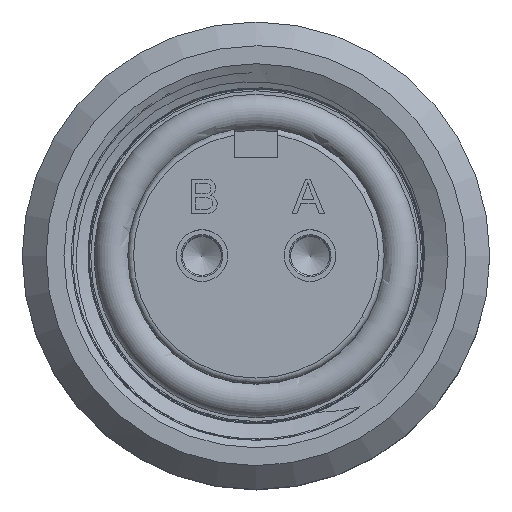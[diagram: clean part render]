
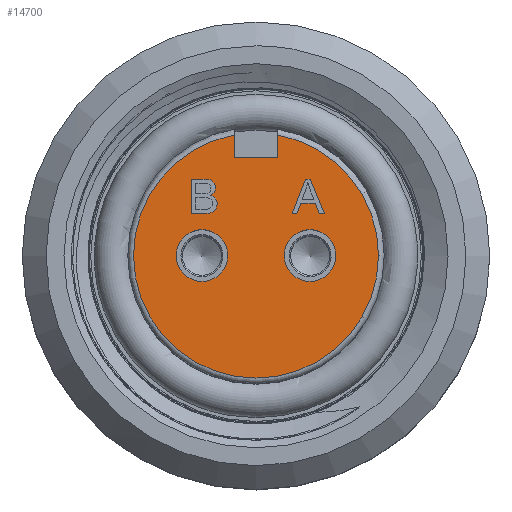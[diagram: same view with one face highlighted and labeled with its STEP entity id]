
A CAD part, top view. The second image highlights one B-rep face of the part: STEP entity #14700.
In plain terms, the highlighted planar face has unit normal (0, 0, 1).
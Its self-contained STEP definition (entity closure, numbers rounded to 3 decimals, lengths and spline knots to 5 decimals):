
#437=B_SPLINE_CURVE_WITH_KNOTS('',2,(#24238,#24239,#24240,#24241),
 .UNSPECIFIED.,.F.,.F.,(3,1,3),(0.,1.,2.),.UNSPECIFIED.);
#439=B_SPLINE_CURVE_WITH_KNOTS('',2,(#24262,#24263,#24264,#24265),
 .UNSPECIFIED.,.F.,.F.,(3,1,3),(0.,1.,2.),.UNSPECIFIED.);
#441=B_SPLINE_CURVE_WITH_KNOTS('',2,(#24286,#24287,#24288,#24289,#24290),
 .UNSPECIFIED.,.F.,.F.,(3,1,1,3),(0.,1.,2.,3.),.UNSPECIFIED.);
#451=B_SPLINE_CURVE_WITH_KNOTS('',2,(#24433,#24434,#24435,#24436,#24437,
#24438),.UNSPECIFIED.,.F.,.F.,(3,1,1,1,3),(0.,1.,2.,3.,4.),
 .UNSPECIFIED.);
#1062=LINE('',#21676,#1149);
#1082=LINE('',#24193,#1169);
#1085=LINE('',#24198,#1172);
#1087=LINE('',#24202,#1174);
#1089=LINE('',#24206,#1176);
#1094=LINE('',#24216,#1181);
#1096=LINE('',#24220,#1183);
#1098=LINE('',#24224,#1185);
#1100=LINE('',#24227,#1187);
#1117=LINE('',#24405,#1204);
#1120=LINE('',#24411,#1207);
#1123=LINE('',#24417,#1210);
#1138=LINE('',#24533,#1225);
#1139=LINE('',#24534,#1226);
#1149=VECTOR('',#17528,0.3937);
#1169=VECTOR('',#17620,0.3937);
#1172=VECTOR('',#17625,0.3937);
#1174=VECTOR('',#17629,0.3937);
#1176=VECTOR('',#17633,0.3937);
#1181=VECTOR('',#17644,0.3937);
#1183=VECTOR('',#17648,0.3937);
#1185=VECTOR('',#17652,0.3937);
#1187=VECTOR('',#17656,0.3937);
#1204=VECTOR('',#17679,0.3937);
#1207=VECTOR('',#17684,0.3937);
#1210=VECTOR('',#17689,0.3937);
#1225=VECTOR('',#17722,0.3937);
#1226=VECTOR('',#17723,0.3937);
#1336=PLANE('',#15508);
#1629=FACE_BOUND('',#2672,.T.);
#1630=FACE_BOUND('',#2673,.T.);
#1631=FACE_BOUND('',#2674,.T.);
#1632=FACE_BOUND('',#2675,.T.);
#1866=FACE_OUTER_BOUND('',#2671,.T.);
#2671=EDGE_LOOP('',(#9301,#9302,#9303,#9304));
#2672=EDGE_LOOP('',(#9305));
#2673=EDGE_LOOP('',(#9306));
#2674=EDGE_LOOP('',(#9307,#9308,#9309,#9310,#9311,#9312,#9313));
#2675=EDGE_LOOP('',(#9314,#9315,#9316,#9317,#9318,#9319,#9320,#9321));
#3575=CIRCLE('',#15483,0.045);
#3576=CIRCLE('',#15509,0.213);
#3577=CIRCLE('',#15510,0.045);
#5151=VERTEX_POINT('',#21673);
#5152=VERTEX_POINT('',#21675);
#5180=VERTEX_POINT('',#24127);
#5198=VERTEX_POINT('',#24191);
#5199=VERTEX_POINT('',#24192);
#5200=VERTEX_POINT('',#24197);
#5201=VERTEX_POINT('',#24201);
#5202=VERTEX_POINT('',#24205);
#5204=VERTEX_POINT('',#24215);
#5205=VERTEX_POINT('',#24219);
#5206=VERTEX_POINT('',#24223);
#5207=VERTEX_POINT('',#24236);
#5208=VERTEX_POINT('',#24237);
#5211=VERTEX_POINT('',#24261);
#5213=VERTEX_POINT('',#24285);
#5231=VERTEX_POINT('',#24404);
#5233=VERTEX_POINT('',#24410);
#5235=VERTEX_POINT('',#24416);
#5245=VERTEX_POINT('',#24530);
#5246=VERTEX_POINT('',#24532);
#5247=VERTEX_POINT('',#24535);
#6651=EDGE_CURVE('',#5152,#5151,#1062,.T.);
#6691=EDGE_CURVE('',#5180,#5180,#3575,.T.);
#6712=EDGE_CURVE('',#5198,#5199,#1082,.T.);
#6715=EDGE_CURVE('',#5199,#5200,#1085,.T.);
#6717=EDGE_CURVE('',#5200,#5201,#1087,.T.);
#6719=EDGE_CURVE('',#5201,#5202,#1089,.T.);
#6724=EDGE_CURVE('',#5202,#5204,#1094,.T.);
#6726=EDGE_CURVE('',#5204,#5205,#1096,.T.);
#6728=EDGE_CURVE('',#5205,#5206,#1098,.T.);
#6730=EDGE_CURVE('',#5206,#5198,#1100,.T.);
#6731=EDGE_CURVE('',#5207,#5208,#437,.T.);
#6735=EDGE_CURVE('',#5211,#5207,#439,.T.);
#6738=EDGE_CURVE('',#5213,#5211,#441,.T.);
#6761=EDGE_CURVE('',#5231,#5213,#1117,.T.);
#6764=EDGE_CURVE('',#5233,#5231,#1120,.T.);
#6767=EDGE_CURVE('',#5235,#5233,#1123,.T.);
#6770=EDGE_CURVE('',#5208,#5235,#451,.T.);
#6788=EDGE_CURVE('',#5152,#5245,#3576,.T.);
#6789=EDGE_CURVE('',#5151,#5246,#1138,.T.);
#6790=EDGE_CURVE('',#5246,#5245,#1139,.T.);
#6791=EDGE_CURVE('',#5247,#5247,#3577,.T.);
#9301=ORIENTED_EDGE('',*,*,#6788,.F.);
#9302=ORIENTED_EDGE('',*,*,#6651,.T.);
#9303=ORIENTED_EDGE('',*,*,#6789,.T.);
#9304=ORIENTED_EDGE('',*,*,#6790,.T.);
#9305=ORIENTED_EDGE('',*,*,#6691,.T.);
#9306=ORIENTED_EDGE('',*,*,#6791,.T.);
#9307=ORIENTED_EDGE('',*,*,#6731,.T.);
#9308=ORIENTED_EDGE('',*,*,#6770,.T.);
#9309=ORIENTED_EDGE('',*,*,#6767,.T.);
#9310=ORIENTED_EDGE('',*,*,#6764,.T.);
#9311=ORIENTED_EDGE('',*,*,#6761,.T.);
#9312=ORIENTED_EDGE('',*,*,#6738,.T.);
#9313=ORIENTED_EDGE('',*,*,#6735,.T.);
#9314=ORIENTED_EDGE('',*,*,#6712,.T.);
#9315=ORIENTED_EDGE('',*,*,#6715,.T.);
#9316=ORIENTED_EDGE('',*,*,#6717,.T.);
#9317=ORIENTED_EDGE('',*,*,#6719,.T.);
#9318=ORIENTED_EDGE('',*,*,#6724,.T.);
#9319=ORIENTED_EDGE('',*,*,#6726,.T.);
#9320=ORIENTED_EDGE('',*,*,#6728,.T.);
#9321=ORIENTED_EDGE('',*,*,#6730,.T.);
#14700=ADVANCED_FACE('',(#1866,#1629,#1630,#1631,#1632),#1336,.F.);
#15483=AXIS2_PLACEMENT_3D('',#24128,#17596,#17597);
#15508=AXIS2_PLACEMENT_3D('',#24529,#17718,#17719);
#15509=AXIS2_PLACEMENT_3D('',#24531,#17720,#17721);
#15510=AXIS2_PLACEMENT_3D('',#24536,#17724,#17725);
#17528=DIRECTION('',(0.,-1.,0.));
#17596=DIRECTION('center_axis',(0.,0.,
-1.));
#17597=DIRECTION('ref_axis',(1.,0.,0.));
#17620=DIRECTION('',(-0.341,-0.94,0.));
#17625=DIRECTION('',(-1.,0.,0.));
#17629=DIRECTION('',(0.359,0.933,0.));
#17633=DIRECTION('',(1.,0.,0.));
#17644=DIRECTION('',(0.378,-0.926,0.));
#17648=DIRECTION('',(-1.,0.,0.));
#17652=DIRECTION('',(-0.358,0.934,0.));
#17656=DIRECTION('',(-1.,0.,0.));
#17679=DIRECTION('',(1.,0.,0.));
#17684=DIRECTION('',(0.,1.,0.));
#17689=DIRECTION('',(-1.,0.,0.));
#17718=DIRECTION('center_axis',(0.,0.,
-1.));
#17719=DIRECTION('ref_axis',(-1.,0.,0.));
#17720=DIRECTION('center_axis',(0.,0.,
-1.));
#17721=DIRECTION('ref_axis',(0.,-1.,0.));
#17722=DIRECTION('',(-1.,0.,0.));
#17723=DIRECTION('',(0.,1.,0.));
#17724=DIRECTION('center_axis',(0.,0.,
-1.));
#17725=DIRECTION('ref_axis',(-1.,0.,0.));
#21673=CARTESIAN_POINT('',(0.0375,0.171,0.));
#21675=CARTESIAN_POINT('',(0.0375,0.20967,0.));
#21676=CARTESIAN_POINT('',(0.0375,0.0855,0.));
#24127=CARTESIAN_POINT('',(0.049,0.,0.));
#24128=CARTESIAN_POINT('Origin',(0.094,0.,
0.));
#24191=CARTESIAN_POINT('',(0.07783,0.09125,0.));
#24192=CARTESIAN_POINT('',(0.07124,0.07309,0.));
#24193=CARTESIAN_POINT('',(0.05868,0.03845,0.));
#24197=CARTESIAN_POINT('',(0.06283,0.07309,0.));
#24198=CARTESIAN_POINT('',(0.03562,0.07309,0.));
#24201=CARTESIAN_POINT('',(0.08588,0.13309,0.));
#24202=CARTESIAN_POINT('',(0.04656,0.03073,0.));
#24205=CARTESIAN_POINT('',(0.09448,0.13309,0.));
#24206=CARTESIAN_POINT('',(0.04294,0.13309,0.));
#24215=CARTESIAN_POINT('',(0.11899,0.07309,0.));
#24216=CARTESIAN_POINT('',(0.11102,0.0926,0.));
#24219=CARTESIAN_POINT('',(0.10993,0.07309,0.));
#24220=CARTESIAN_POINT('',(0.05949,0.07309,0.));
#24223=CARTESIAN_POINT('',(0.10298,0.09125,0.));
#24224=CARTESIAN_POINT('',(0.11511,0.05957,0.));
#24227=CARTESIAN_POINT('',(0.05149,0.09125,0.));
#24236=CARTESIAN_POINT('',(-0.07886,0.10501,0.));
#24237=CARTESIAN_POINT('',(-0.06752,0.09047,0.));
#24238=CARTESIAN_POINT('Ctrl Pts',(-0.07886,0.10501,
0.));
#24239=CARTESIAN_POINT('Ctrl Pts',(-0.07337,0.10341,
0.));
#24240=CARTESIAN_POINT('Ctrl Pts',(-0.06752,0.09573,
0.));
#24241=CARTESIAN_POINT('Ctrl Pts',(-0.06752,0.09047,
0.));
#24261=CARTESIAN_POINT('',(-0.07044,0.11773,0.));
#24262=CARTESIAN_POINT('Ctrl Pts',(-0.07044,0.11773,
0.));
#24263=CARTESIAN_POINT('Ctrl Pts',(-0.07044,0.11389,
0.));
#24264=CARTESIAN_POINT('Ctrl Pts',(-0.07461,0.10712,
0.));
#24265=CARTESIAN_POINT('Ctrl Pts',(-0.07886,0.10501,
0.));
#24285=CARTESIAN_POINT('',(-0.09034,0.13309,0.));
#24286=CARTESIAN_POINT('Ctrl Pts',(-0.09034,0.13309,
0.));
#24287=CARTESIAN_POINT('Ctrl Pts',(-0.08348,0.13309,
0.));
#24288=CARTESIAN_POINT('Ctrl Pts',(-0.07515,0.12943,
0.));
#24289=CARTESIAN_POINT('Ctrl Pts',(-0.07044,0.12189,
0.));
#24290=CARTESIAN_POINT('Ctrl Pts',(-0.07044,0.11773,
0.));
#24404=CARTESIAN_POINT('',(-0.11284,0.13309,0.));
#24405=CARTESIAN_POINT('',(-0.05642,0.13309,0.));
#24410=CARTESIAN_POINT('',(-0.11284,0.07309,0.));
#24411=CARTESIAN_POINT('',(-0.11284,0.03655,0.));
#24416=CARTESIAN_POINT('',(-0.08997,0.07309,0.));
#24417=CARTESIAN_POINT('',(-0.04499,0.07309,0.));
#24433=CARTESIAN_POINT('Ctrl Pts',(-0.06752,0.09047,
0.));
#24434=CARTESIAN_POINT('Ctrl Pts',(-0.06752,0.08626,
0.));
#24435=CARTESIAN_POINT('Ctrl Pts',(-0.07108,0.07904,
0.));
#24436=CARTESIAN_POINT('Ctrl Pts',(-0.0763,0.0751,
0.));
#24437=CARTESIAN_POINT('Ctrl Pts',(-0.08421,0.07309,
0.));
#24438=CARTESIAN_POINT('Ctrl Pts',(-0.08997,0.07309,
0.));
#24529=CARTESIAN_POINT('Origin',(0.,0.,
0.));
#24530=CARTESIAN_POINT('',(-0.0375,0.20967,0.));
#24531=CARTESIAN_POINT('Origin',(0.,0.,
0.));
#24532=CARTESIAN_POINT('',(-0.0375,0.171,0.));
#24533=CARTESIAN_POINT('',(-0.01875,0.171,0.));
#24534=CARTESIAN_POINT('',(-0.0375,0.10991,0.));
#24535=CARTESIAN_POINT('',(-0.049,0.,0.));
#24536=CARTESIAN_POINT('Origin',(-0.094,0.,
0.));
